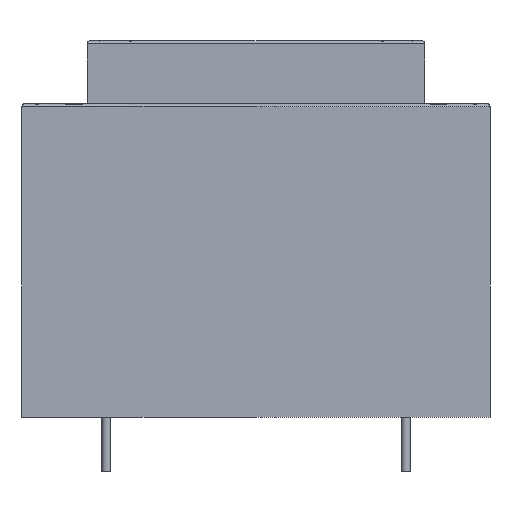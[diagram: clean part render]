
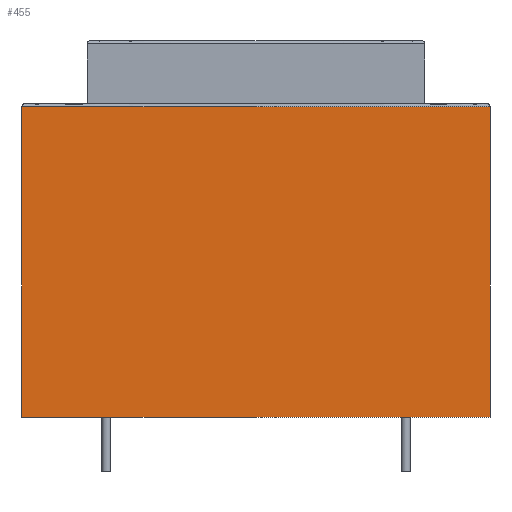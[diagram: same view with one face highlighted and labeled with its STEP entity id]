
A CAD part, front view. The second image highlights one B-rep face of the part: STEP entity #455.
In plain terms, the highlighted free-form (B-spline) face has degree [1, 1] with [2, 2] control points.
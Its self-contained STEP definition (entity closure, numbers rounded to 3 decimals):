
#249 = VERTEX_POINT('',#250);
#250 = CARTESIAN_POINT('',(34.69,0.,
    22.992));
#280 = VERTEX_POINT('',#281);
#281 = CARTESIAN_POINT('',(0.,0.,22.992));
#287 = EDGE_CURVE('',#280,#249,#288,.T.);
#288 = B_SPLINE_CURVE_WITH_KNOTS('',1,(#289,#290),.UNSPECIFIED.,.F.,.F.,
  (2,2),(-10.75,32.25),.PIECEWISE_BEZIER_KNOTS.);
#289 = CARTESIAN_POINT('',(0.,0.,22.992));
#290 = CARTESIAN_POINT('',(34.69,0.,
    22.992));
#334 = VERTEX_POINT('',#335);
#335 = CARTESIAN_POINT('',(0.,0.,0.));
#340 = EDGE_CURVE('',#334,#280,#341,.T.);
#341 = B_SPLINE_CURVE_WITH_KNOTS('',1,(#342,#343),.UNSPECIFIED.,.F.,.F.,
  (2,2),(0.,28.5),.PIECEWISE_BEZIER_KNOTS.);
#342 = CARTESIAN_POINT('',(0.,0.,0.));
#343 = CARTESIAN_POINT('',(0.,0.,22.992));
#438 = EDGE_CURVE('',#439,#249,#441,.T.);
#439 = VERTEX_POINT('',#440);
#440 = CARTESIAN_POINT('',(34.69,0.,0.));
#441 = B_SPLINE_CURVE_WITH_KNOTS('',1,(#442,#443),.UNSPECIFIED.,.F.,.F.,
  (2,2),(0.,28.5),.PIECEWISE_BEZIER_KNOTS.);
#442 = CARTESIAN_POINT('',(34.69,0.,0.));
#443 = CARTESIAN_POINT('',(34.69,0.,
    22.992));
#455 = ADVANCED_FACE('',(#456),#466,.T.);
#456 = FACE_BOUND('',#457,.T.);
#457 = EDGE_LOOP('',(#458,#459,#460,#465));
#458 = ORIENTED_EDGE('',*,*,#287,.F.);
#459 = ORIENTED_EDGE('',*,*,#340,.F.);
#460 = ORIENTED_EDGE('',*,*,#461,.T.);
#461 = EDGE_CURVE('',#334,#439,#462,.T.);
#462 = B_SPLINE_CURVE_WITH_KNOTS('',1,(#463,#464),.UNSPECIFIED.,.F.,.F.,
  (2,2),(0.,43.),.PIECEWISE_BEZIER_KNOTS.);
#463 = CARTESIAN_POINT('',(0.,0.,0.));
#464 = CARTESIAN_POINT('',(34.69,0.,0.));
#465 = ORIENTED_EDGE('',*,*,#438,.T.);
#466 = B_SPLINE_SURFACE_WITH_KNOTS('',1,1,(
    (#467,#468)
    ,(#469,#470
    )),.UNSPECIFIED.,.F.,.F.,.F.,(2,2),(2,2),(0.,43.),(0.,28.5),
  .PIECEWISE_BEZIER_KNOTS.);
#467 = CARTESIAN_POINT('',(0.,0.,0.));
#468 = CARTESIAN_POINT('',(0.,0.,22.992));
#469 = CARTESIAN_POINT('',(34.69,0.,0.));
#470 = CARTESIAN_POINT('',(34.69,0.,
    22.992));
